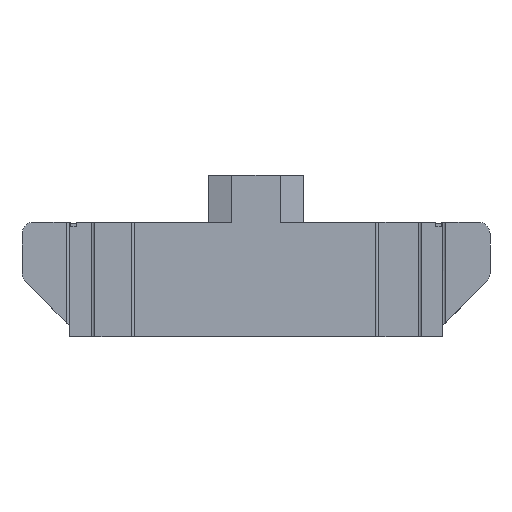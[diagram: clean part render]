
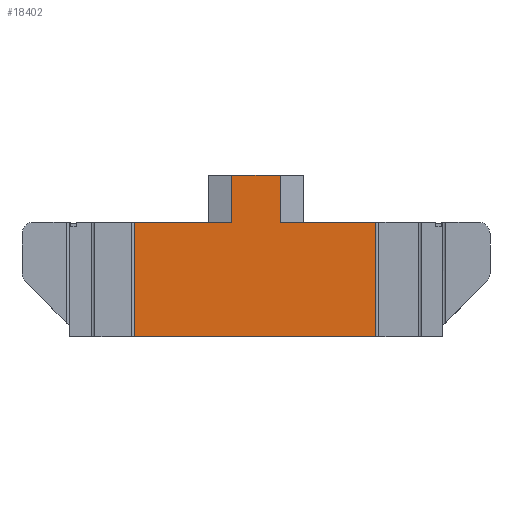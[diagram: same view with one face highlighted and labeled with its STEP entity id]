
A CAD part, front view. The second image highlights one B-rep face of the part: STEP entity #18402.
In plain terms, the highlighted planar face has unit normal (0, -1, 0).
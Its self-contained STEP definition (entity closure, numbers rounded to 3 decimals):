
#44 = PLANE('',#45);
#45 = AXIS2_PLACEMENT_3D('',#46,#47,#48);
#46 = CARTESIAN_POINT('',(-11.05,39.2,2.3));
#47 = DIRECTION('',(-0.,0.,-1.));
#48 = DIRECTION('',(0.,1.,0.));
#100 = PLANE('',#101);
#101 = AXIS2_PLACEMENT_3D('',#102,#103,#104);
#102 = CARTESIAN_POINT('',(-16.,56.,-5.5));
#103 = DIRECTION('',(0.,0.,1.));
#104 = DIRECTION('',(0.,-1.,0.));
#512 = VERTEX_POINT('',#513);
#513 = CARTESIAN_POINT('',(8.15,-39.9,2.3));
#532 = CYLINDRICAL_SURFACE('',#533,0.2);
#533 = AXIS2_PLACEMENT_3D('',#534,#535,#536);
#534 = CARTESIAN_POINT('',(8.35,-39.9,-7.7));
#535 = DIRECTION('',(0.,0.,1.));
#536 = DIRECTION('',(0.,1.,0.));
#544 = EDGE_CURVE('',#512,#545,#547,.T.);
#545 = VERTEX_POINT('',#546);
#546 = CARTESIAN_POINT('',(1.65,-39.9,2.3));
#547 = SURFACE_CURVE('',#548,(#552,#559),.PCURVE_S1.);
#548 = LINE('',#549,#550);
#549 = CARTESIAN_POINT('',(12.7,-39.9,2.3));
#550 = VECTOR('',#551,1.);
#551 = DIRECTION('',(-1.,0.,0.));
#552 = PCURVE('',#44,#553);
#553 = DEFINITIONAL_REPRESENTATION('',(#554),#558);
#554 = LINE('',#555,#556);
#555 = CARTESIAN_POINT('',(-79.1,23.75));
#556 = VECTOR('',#557,1.);
#557 = DIRECTION('',(0.,-1.));
#558 = ( GEOMETRIC_REPRESENTATION_CONTEXT(2) 
PARAMETRIC_REPRESENTATION_CONTEXT() REPRESENTATION_CONTEXT('2D SPACE',''
  ) );
#559 = PCURVE('',#560,#565);
#560 = PLANE('',#561);
#561 = AXIS2_PLACEMENT_3D('',#562,#563,#564);
#562 = CARTESIAN_POINT('',(8.,-39.9,-7.7));
#563 = DIRECTION('',(0.,1.,0.));
#564 = DIRECTION('',(0.,0.,1.));
#565 = DEFINITIONAL_REPRESENTATION('',(#566),#570);
#566 = LINE('',#567,#568);
#567 = CARTESIAN_POINT('',(10.,4.7));
#568 = VECTOR('',#569,1.);
#569 = DIRECTION('',(0.,-1.));
#570 = ( GEOMETRIC_REPRESENTATION_CONTEXT(2) 
PARAMETRIC_REPRESENTATION_CONTEXT() REPRESENTATION_CONTEXT('2D SPACE',''
  ) );
#588 = PLANE('',#589);
#589 = AXIS2_PLACEMENT_3D('',#590,#591,#592);
#590 = CARTESIAN_POINT('',(2.45,-39.667,2.3));
#591 = DIRECTION('',(0.28,-0.96,0.));
#592 = DIRECTION('',(0.,0.,-1.));
#6181 = PLANE('',#6182);
#6182 = AXIS2_PLACEMENT_3D('',#6183,#6184,#6185);
#6183 = CARTESIAN_POINT('',(-1.65,-40.,5.5));
#6184 = DIRECTION('',(0.,0.,1.));
#6185 = DIRECTION('',(1.,0.,-0.));
#6237 = PLANE('',#6238);
#6238 = AXIS2_PLACEMENT_3D('',#6239,#6240,#6241);
#6239 = CARTESIAN_POINT('',(-11.05,39.2,2.3));
#6240 = DIRECTION('',(-0.,0.,-1.));
#6241 = DIRECTION('',(0.,1.,0.));
#6988 = VERTEX_POINT('',#6989);
#6989 = CARTESIAN_POINT('',(-8.25,-39.9,-5.5));
#7003 = PLANE('',#7004);
#7004 = AXIS2_PLACEMENT_3D('',#7005,#7006,#7007);
#7005 = CARTESIAN_POINT('',(-8.25,-39.1,2.3));
#7006 = DIRECTION('',(-1.,0.,0.));
#7007 = DIRECTION('',(0.,-1.,0.));
#7015 = EDGE_CURVE('',#6988,#7016,#7018,.T.);
#7016 = VERTEX_POINT('',#7017);
#7017 = CARTESIAN_POINT('',(8.15,-39.9,-5.5));
#7018 = SURFACE_CURVE('',#7019,(#7023,#7030),.PCURVE_S1.);
#7019 = LINE('',#7020,#7021);
#7020 = CARTESIAN_POINT('',(12.,-39.9,-5.5));
#7021 = VECTOR('',#7022,1.);
#7022 = DIRECTION('',(1.,0.,0.));
#7023 = PCURVE('',#100,#7024);
#7024 = DEFINITIONAL_REPRESENTATION('',(#7025),#7029);
#7025 = LINE('',#7026,#7027);
#7026 = CARTESIAN_POINT('',(95.9,28.));
#7027 = VECTOR('',#7028,1.);
#7028 = DIRECTION('',(0.,1.));
#7029 = ( GEOMETRIC_REPRESENTATION_CONTEXT(2) 
PARAMETRIC_REPRESENTATION_CONTEXT() REPRESENTATION_CONTEXT('2D SPACE',''
  ) );
#7030 = PCURVE('',#560,#7031);
#7031 = DEFINITIONAL_REPRESENTATION('',(#7032),#7036);
#7032 = LINE('',#7033,#7034);
#7033 = CARTESIAN_POINT('',(2.2,4.));
#7034 = VECTOR('',#7035,1.);
#7035 = DIRECTION('',(0.,1.));
#7036 = ( GEOMETRIC_REPRESENTATION_CONTEXT(2) 
PARAMETRIC_REPRESENTATION_CONTEXT() REPRESENTATION_CONTEXT('2D SPACE',''
  ) );
#18358 = EDGE_CURVE('',#545,#18359,#18361,.T.);
#18359 = VERTEX_POINT('',#18360);
#18360 = CARTESIAN_POINT('',(1.65,-39.9,5.5));
#18361 = SURFACE_CURVE('',#18362,(#18366,#18373),.PCURVE_S1.);
#18362 = LINE('',#18363,#18364);
#18363 = CARTESIAN_POINT('',(1.65,-39.9,3.9));
#18364 = VECTOR('',#18365,1.);
#18365 = DIRECTION('',(-0.,0.,1.));
#18366 = PCURVE('',#588,#18367);
#18367 = DEFINITIONAL_REPRESENTATION('',(#18368),#18372);
#18368 = LINE('',#18369,#18370);
#18369 = CARTESIAN_POINT('',(-1.6,-0.833));
#18370 = VECTOR('',#18371,1.);
#18371 = DIRECTION('',(-1.,0.));
#18372 = ( GEOMETRIC_REPRESENTATION_CONTEXT(2) 
PARAMETRIC_REPRESENTATION_CONTEXT() REPRESENTATION_CONTEXT('2D SPACE',''
  ) );
#18373 = PCURVE('',#560,#18374);
#18374 = DEFINITIONAL_REPRESENTATION('',(#18375),#18379);
#18375 = LINE('',#18376,#18377);
#18376 = CARTESIAN_POINT('',(11.6,-6.35));
#18377 = VECTOR('',#18378,1.);
#18378 = DIRECTION('',(1.,0.));
#18379 = ( GEOMETRIC_REPRESENTATION_CONTEXT(2) 
PARAMETRIC_REPRESENTATION_CONTEXT() REPRESENTATION_CONTEXT('2D SPACE',''
  ) );
#18402 = ADVANCED_FACE('',(#18403),#560,.F.);
#18403 = FACE_BOUND('',#18404,.F.);
#18404 = EDGE_LOOP('',(#18405,#18406,#18429,#18452,#18480,#18501,#18502,
    #18503));
#18405 = ORIENTED_EDGE('',*,*,#7015,.F.);
#18406 = ORIENTED_EDGE('',*,*,#18407,.T.);
#18407 = EDGE_CURVE('',#6988,#18408,#18410,.T.);
#18408 = VERTEX_POINT('',#18409);
#18409 = CARTESIAN_POINT('',(-8.25,-39.9,2.3));
#18410 = SURFACE_CURVE('',#18411,(#18415,#18422),.PCURVE_S1.);
#18411 = LINE('',#18412,#18413);
#18412 = CARTESIAN_POINT('',(-8.25,-39.9,-1.6));
#18413 = VECTOR('',#18414,1.);
#18414 = DIRECTION('',(0.,-0.,1.));
#18415 = PCURVE('',#560,#18416);
#18416 = DEFINITIONAL_REPRESENTATION('',(#18417),#18421);
#18417 = LINE('',#18418,#18419);
#18418 = CARTESIAN_POINT('',(6.1,-16.25));
#18419 = VECTOR('',#18420,1.);
#18420 = DIRECTION('',(1.,0.));
#18421 = ( GEOMETRIC_REPRESENTATION_CONTEXT(2) 
PARAMETRIC_REPRESENTATION_CONTEXT() REPRESENTATION_CONTEXT('2D SPACE',''
  ) );
#18422 = PCURVE('',#7003,#18423);
#18423 = DEFINITIONAL_REPRESENTATION('',(#18424),#18428);
#18424 = LINE('',#18425,#18426);
#18425 = CARTESIAN_POINT('',(0.8,-3.9));
#18426 = VECTOR('',#18427,1.);
#18427 = DIRECTION('',(0.,1.));
#18428 = ( GEOMETRIC_REPRESENTATION_CONTEXT(2) 
PARAMETRIC_REPRESENTATION_CONTEXT() REPRESENTATION_CONTEXT('2D SPACE',''
  ) );
#18429 = ORIENTED_EDGE('',*,*,#18430,.F.);
#18430 = EDGE_CURVE('',#18431,#18408,#18433,.T.);
#18431 = VERTEX_POINT('',#18432);
#18432 = CARTESIAN_POINT('',(-1.65,-39.9,2.3));
#18433 = SURFACE_CURVE('',#18434,(#18438,#18445),.PCURVE_S1.);
#18434 = LINE('',#18435,#18436);
#18435 = CARTESIAN_POINT('',(12.7,-39.9,2.3));
#18436 = VECTOR('',#18437,1.);
#18437 = DIRECTION('',(-1.,0.,0.));
#18438 = PCURVE('',#560,#18439);
#18439 = DEFINITIONAL_REPRESENTATION('',(#18440),#18444);
#18440 = LINE('',#18441,#18442);
#18441 = CARTESIAN_POINT('',(10.,4.7));
#18442 = VECTOR('',#18443,1.);
#18443 = DIRECTION('',(0.,-1.));
#18444 = ( GEOMETRIC_REPRESENTATION_CONTEXT(2) 
PARAMETRIC_REPRESENTATION_CONTEXT() REPRESENTATION_CONTEXT('2D SPACE',''
  ) );
#18445 = PCURVE('',#6237,#18446);
#18446 = DEFINITIONAL_REPRESENTATION('',(#18447),#18451);
#18447 = LINE('',#18448,#18449);
#18448 = CARTESIAN_POINT('',(-79.1,23.75));
#18449 = VECTOR('',#18450,1.);
#18450 = DIRECTION('',(0.,-1.));
#18451 = ( GEOMETRIC_REPRESENTATION_CONTEXT(2) 
PARAMETRIC_REPRESENTATION_CONTEXT() REPRESENTATION_CONTEXT('2D SPACE',''
  ) );
#18452 = ORIENTED_EDGE('',*,*,#18453,.F.);
#18453 = EDGE_CURVE('',#18454,#18431,#18456,.T.);
#18454 = VERTEX_POINT('',#18455);
#18455 = CARTESIAN_POINT('',(-1.65,-39.9,5.5));
#18456 = SURFACE_CURVE('',#18457,(#18461,#18468),.PCURVE_S1.);
#18457 = LINE('',#18458,#18459);
#18458 = CARTESIAN_POINT('',(-1.65,-39.9,2.3));
#18459 = VECTOR('',#18460,1.);
#18460 = DIRECTION('',(0.,0.,-1.));
#18461 = PCURVE('',#560,#18462);
#18462 = DEFINITIONAL_REPRESENTATION('',(#18463),#18467);
#18463 = LINE('',#18464,#18465);
#18464 = CARTESIAN_POINT('',(10.,-9.65));
#18465 = VECTOR('',#18466,1.);
#18466 = DIRECTION('',(-1.,0.));
#18467 = ( GEOMETRIC_REPRESENTATION_CONTEXT(2) 
PARAMETRIC_REPRESENTATION_CONTEXT() REPRESENTATION_CONTEXT('2D SPACE',''
  ) );
#18468 = PCURVE('',#18469,#18474);
#18469 = PLANE('',#18470);
#18470 = AXIS2_PLACEMENT_3D('',#18471,#18472,#18473);
#18471 = CARTESIAN_POINT('',(-2.45,-39.667,2.3));
#18472 = DIRECTION('',(0.28,0.96,0.));
#18473 = DIRECTION('',(0.,0.,-1.));
#18474 = DEFINITIONAL_REPRESENTATION('',(#18475),#18479);
#18475 = LINE('',#18476,#18477);
#18476 = CARTESIAN_POINT('',(0.,-0.833));
#18477 = VECTOR('',#18478,1.);
#18478 = DIRECTION('',(1.,-0.));
#18479 = ( GEOMETRIC_REPRESENTATION_CONTEXT(2) 
PARAMETRIC_REPRESENTATION_CONTEXT() REPRESENTATION_CONTEXT('2D SPACE',''
  ) );
#18480 = ORIENTED_EDGE('',*,*,#18481,.F.);
#18481 = EDGE_CURVE('',#18359,#18454,#18482,.T.);
#18482 = SURFACE_CURVE('',#18483,(#18487,#18494),.PCURVE_S1.);
#18483 = LINE('',#18484,#18485);
#18484 = CARTESIAN_POINT('',(3.25,-39.9,5.5));
#18485 = VECTOR('',#18486,1.);
#18486 = DIRECTION('',(-1.,0.,0.));
#18487 = PCURVE('',#560,#18488);
#18488 = DEFINITIONAL_REPRESENTATION('',(#18489),#18493);
#18489 = LINE('',#18490,#18491);
#18490 = CARTESIAN_POINT('',(13.2,-4.75));
#18491 = VECTOR('',#18492,1.);
#18492 = DIRECTION('',(0.,-1.));
#18493 = ( GEOMETRIC_REPRESENTATION_CONTEXT(2) 
PARAMETRIC_REPRESENTATION_CONTEXT() REPRESENTATION_CONTEXT('2D SPACE',''
  ) );
#18494 = PCURVE('',#6181,#18495);
#18495 = DEFINITIONAL_REPRESENTATION('',(#18496),#18500);
#18496 = LINE('',#18497,#18498);
#18497 = CARTESIAN_POINT('',(4.9,0.1));
#18498 = VECTOR('',#18499,1.);
#18499 = DIRECTION('',(-1.,0.));
#18500 = ( GEOMETRIC_REPRESENTATION_CONTEXT(2) 
PARAMETRIC_REPRESENTATION_CONTEXT() REPRESENTATION_CONTEXT('2D SPACE',''
  ) );
#18501 = ORIENTED_EDGE('',*,*,#18358,.F.);
#18502 = ORIENTED_EDGE('',*,*,#544,.F.);
#18503 = ORIENTED_EDGE('',*,*,#18504,.F.);
#18504 = EDGE_CURVE('',#7016,#512,#18505,.T.);
#18505 = SURFACE_CURVE('',#18506,(#18510,#18517),.PCURVE_S1.);
#18506 = LINE('',#18507,#18508);
#18507 = CARTESIAN_POINT('',(8.15,-39.9,-7.7));
#18508 = VECTOR('',#18509,1.);
#18509 = DIRECTION('',(0.,0.,1.));
#18510 = PCURVE('',#560,#18511);
#18511 = DEFINITIONAL_REPRESENTATION('',(#18512),#18516);
#18512 = LINE('',#18513,#18514);
#18513 = CARTESIAN_POINT('',(0.,0.15));
#18514 = VECTOR('',#18515,1.);
#18515 = DIRECTION('',(1.,0.));
#18516 = ( GEOMETRIC_REPRESENTATION_CONTEXT(2) 
PARAMETRIC_REPRESENTATION_CONTEXT() REPRESENTATION_CONTEXT('2D SPACE',''
  ) );
#18517 = PCURVE('',#532,#18518);
#18518 = DEFINITIONAL_REPRESENTATION('',(#18519),#18523);
#18519 = LINE('',#18520,#18521);
#18520 = CARTESIAN_POINT('',(7.854,0.));
#18521 = VECTOR('',#18522,1.);
#18522 = DIRECTION('',(0.,1.));
#18523 = ( GEOMETRIC_REPRESENTATION_CONTEXT(2) 
PARAMETRIC_REPRESENTATION_CONTEXT() REPRESENTATION_CONTEXT('2D SPACE',''
  ) );
